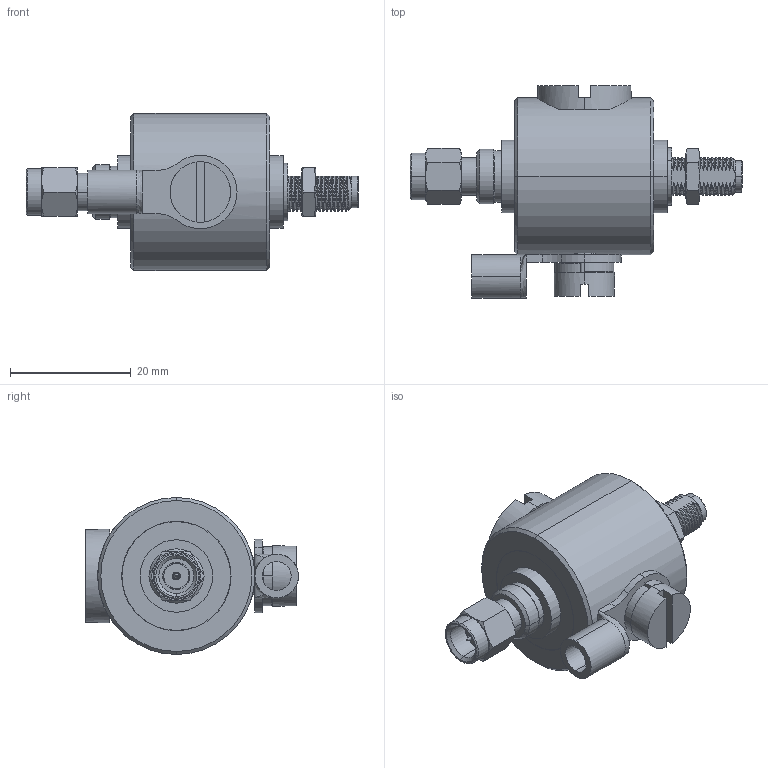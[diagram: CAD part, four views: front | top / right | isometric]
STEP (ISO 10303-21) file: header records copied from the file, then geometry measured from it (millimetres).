
FILE_DESCRIPTION(('Open CASCADE Model'),'2;1');
FILE_NAME('Open CASCADE Shape Model','2020-12-03T16:36:04',( 'CAD Processor'),('OPEN CASCADE S.A.S'), 'Open CASCADE STEP processor 7.4','CAD Processor','Unknown');
FILE_SCHEMA(('AUTOMOTIVE_DESIGN { 1 0 10303 214 1 1 1 1 }'));
Length unit declared in the file: millimetre
Products named in the file (17): P8AX_SMA_MF+BK-SMA-20170906; TD8.034.1423; TD8.034.1422; TD8.034.1421; TD8.034.1420; TD8.240.307; TD8.945.109; TD8.949.006; TD8.930.033; 8-6_plug; TD8.940.138; TD8.240.260; TD7.890.908; TD7.890.905; TD7.746.482; TD7.744.406; TD8.225.008
Assembly tree (18 placements, depth 2):
  P8AX_SMA_MF+BK-SMA-20170906
    TD8.034.1423
    TD8.034.1422  x2
    TD8.034.1421
    TD8.034.1420
    TD8.240.307
    TD8.945.109  x2
    TD8.949.006
    TD8.930.033
    8-6_plug
    TD8.940.138
    TD8.240.260
    TD7.890.908
    TD7.890.905
    TD7.746.482
    TD7.744.406
    TD8.225.008
Bounding box: 54.95 x 35.22 x 26 mm (x, y, z)
Volume: 11920 mm3; surface area: 11431.7 mm2
Topology: 18 solids, 18 shells, 382 faces, 893 edges, 576 vertices
Faces by surface type: cylinder 172, plane 102, cone 47, bspline 41, torus 14, sphere 4, revolution 2
Entity records: 27652 total; most frequent: CARTESIAN_POINT 19247, ORIENTED_EDGE 1690, DIRECTION 1656, EDGE_CURVE 845, AXIS2_PLACEMENT_3D 683, VERTEX_POINT 548, FACE_BOUND 418, EDGE_LOOP 418
